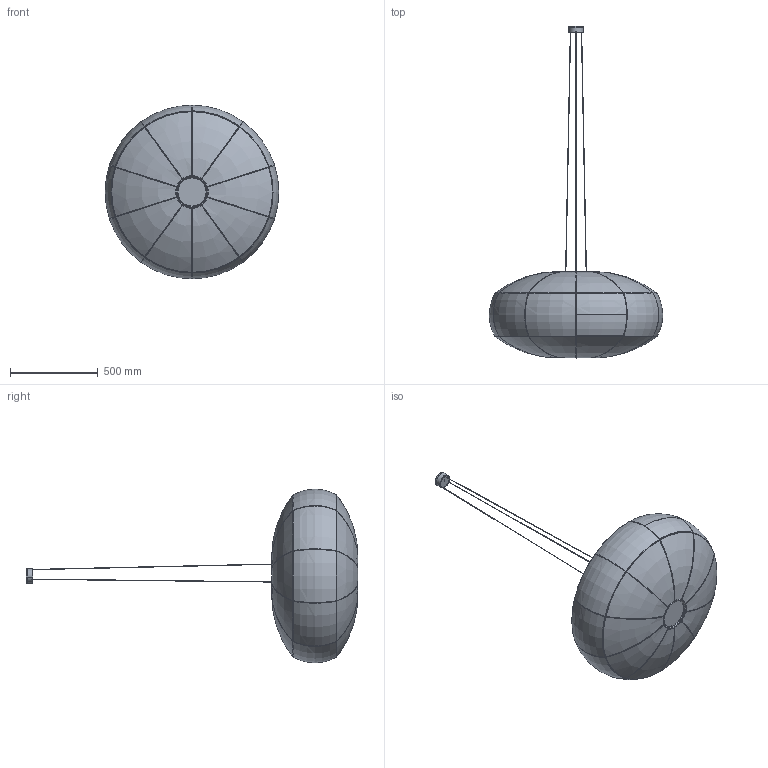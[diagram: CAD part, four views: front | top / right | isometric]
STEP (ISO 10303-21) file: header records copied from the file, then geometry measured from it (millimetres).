
FILE_DESCRIPTION (( 'STEP AP203' ), '1' );
FILE_NAME ('BIG GLOW_1000_Assembly.STEP', '2025-03-17T05:09:05', ( '' ), ( '' ), 'SwSTEP 2.0', 'SolidWorks 2017', '' );
FILE_SCHEMA (( 'CONFIG_CONTROL_DESIGN' ));
Length unit declared in the file: millimetre
Products named in the file (4): BIG GLOW_1000 alternative 3; Big Glow Lightsource Concept 3 - Jo Copy; Seamless Canopy Suspension Wire; BIG GLOW_1000_Assembly
Assembly tree (4 placements, depth 2):
  BIG GLOW_1000_Assembly
    BIG GLOW_1000 alternative 3
    Big Glow Lightsource Concept 3 - Jo Copy  x2
    Seamless Canopy Suspension Wire
Bounding box: 987.94 x 1888.99 x 987.94 mm (x, y, z)
Volume: 3205555.7 mm3; surface area: 5387808.2 mm2
Topology: 43 solids, 43 shells, 1162 faces, 2705 edges, 1604 vertices
Faces by surface type: bspline 338, torus 206, plane 199, cone 163, sphere 140, cylinder 116
Entity records: 48116 total; most frequent: CARTESIAN_POINT 26550, ORIENTED_EDGE 4814, DIRECTION 3819, EDGE_CURVE 2407, AXIS2_PLACEMENT_3D 1856, VERTEX_POINT 1430, B_SPLINE_CURVE_WITH_KNOTS 1212, EDGE_LOOP 1163
